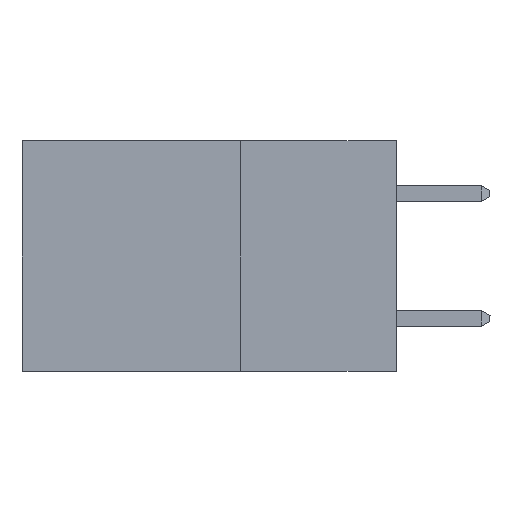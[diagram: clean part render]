
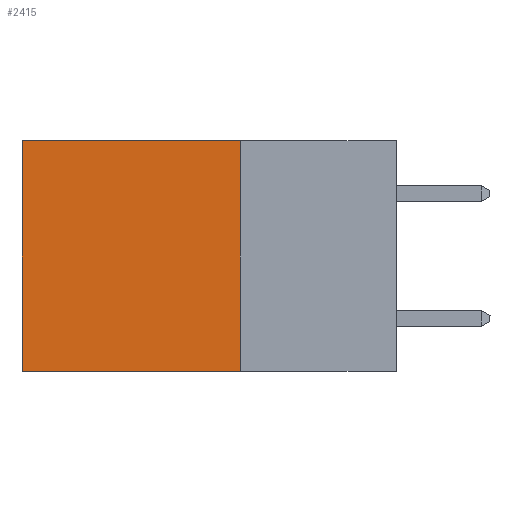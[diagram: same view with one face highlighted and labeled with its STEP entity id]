
A CAD part, left-side view. The second image highlights one B-rep face of the part: STEP entity #2415.
In plain terms, the highlighted planar face has unit normal (-1, 0, 0).
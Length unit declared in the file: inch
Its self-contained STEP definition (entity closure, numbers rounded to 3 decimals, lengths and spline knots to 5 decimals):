
#985 = FACE_OUTER_BOUND ( 'NONE', #3912, .T. ) ;
#1428 = DIRECTION ( 'NONE',  ( 0., 1., 0. ) ) ;
#1509 = CARTESIAN_POINT ( 'NONE',  ( 0.2615, 0.25, 0. ) ) ;
#1582 = VECTOR ( 'NONE', #7213, 39.37008 ) ;
#1613 = CARTESIAN_POINT ( 'NONE',  ( 0.2615, 0.25, 0. ) ) ;
#2415 = ADVANCED_FACE ( 'NONE', ( #985 ), #14581, .F. ) ;
#3912 = EDGE_LOOP ( 'NONE', ( #6243, #6617, #14100, #14436 ) ) ;
#4136 = EDGE_CURVE ( 'NONE', #9210, #8019, #11996, .T. ) ;
#4505 = LINE ( 'NONE', #4691, #13714 ) ;
#4584 = DIRECTION ( 'NONE',  ( 0., 0., -1. ) ) ;
#4637 = CARTESIAN_POINT ( 'NONE',  ( 0.2615, 0.6, -0.37 ) ) ;
#4653 = DIRECTION ( 'NONE',  ( 0., 1., 0. ) ) ;
#4691 = CARTESIAN_POINT ( 'NONE',  ( 0.2615, 0.25, -0.37 ) ) ;
#6243 = ORIENTED_EDGE ( 'NONE', *, *, #12502, .T. ) ;
#6617 = ORIENTED_EDGE ( 'NONE', *, *, #8791, .F. ) ;
#7055 = CARTESIAN_POINT ( 'NONE',  ( 0.2615, 0.25, -0.37 ) ) ;
#7213 = DIRECTION ( 'NONE',  ( 0., 0., -1. ) ) ;
#7622 = CARTESIAN_POINT ( 'NONE',  ( 0.2615, 0.6, 0. ) ) ;
#8019 = VERTEX_POINT ( 'NONE', #7622 ) ;
#8252 = LINE ( 'NONE', #7055, #1582 ) ;
#8791 = EDGE_CURVE ( 'NONE', #14708, #9963, #4505, .T. ) ;
#8807 = VECTOR ( 'NONE', #1428, 39.37008 ) ;
#9210 = VERTEX_POINT ( 'NONE', #1509 ) ;
#9734 = DIRECTION ( 'NONE',  ( 0., 0., -1. ) ) ;
#9781 = DIRECTION ( 'NONE',  ( 1., 0., 0. ) ) ;
#9963 = VERTEX_POINT ( 'NONE', #14393 ) ;
#10210 = CARTESIAN_POINT ( 'NONE',  ( 0.2615, 0.25, -0.37 ) ) ;
#10362 = EDGE_CURVE ( 'NONE', #9210, #14708, #8252, .T. ) ;
#11778 = VECTOR ( 'NONE', #4584, 39.37008 ) ;
#11996 = LINE ( 'NONE', #1613, #8807 ) ;
#12182 = CARTESIAN_POINT ( 'NONE',  ( 0.2615, 0.25, -0.37 ) ) ;
#12502 = EDGE_CURVE ( 'NONE', #8019, #9963, #12524, .T. ) ;
#12524 = LINE ( 'NONE', #4637, #11778 ) ;
#12846 = AXIS2_PLACEMENT_3D ( 'NONE', #10210, #9781, #9734 ) ;
#13714 = VECTOR ( 'NONE', #4653, 39.37008 ) ;
#14100 = ORIENTED_EDGE ( 'NONE', *, *, #10362, .F. ) ;
#14393 = CARTESIAN_POINT ( 'NONE',  ( 0.2615, 0.6, -0.37 ) ) ;
#14436 = ORIENTED_EDGE ( 'NONE', *, *, #4136, .T. ) ;
#14581 = PLANE ( 'NONE',  #12846 ) ;
#14708 = VERTEX_POINT ( 'NONE', #12182 ) ;
